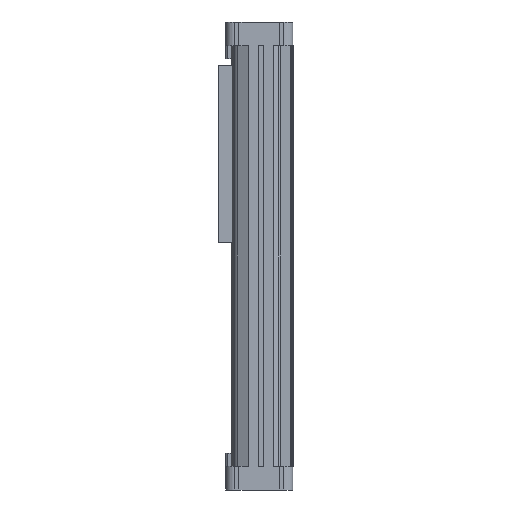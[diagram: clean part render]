
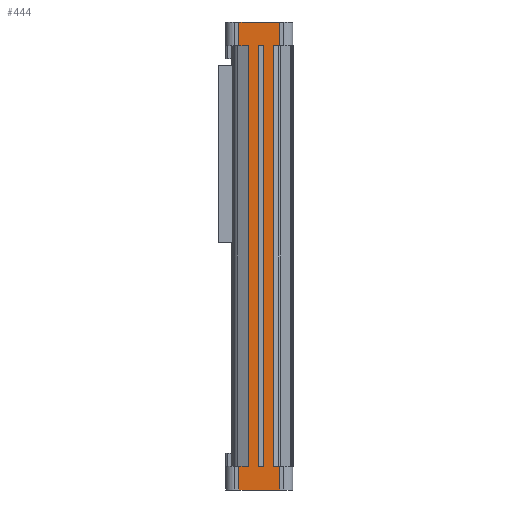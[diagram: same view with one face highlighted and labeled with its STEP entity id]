
A CAD part, left-side view. The second image highlights one B-rep face of the part: STEP entity #444.
In plain terms, the highlighted planar face has unit normal (-1, 0, 0).
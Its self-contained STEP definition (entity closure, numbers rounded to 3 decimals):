
#444 = ADVANCED_FACE( '', ( #1014, #1015 ), #1016, .F. );
#1014 = FACE_OUTER_BOUND( '', #1754, .T. );
#1015 = FACE_BOUND( '', #1755, .T. );
#1016 = PLANE( '', #1756 );
#1754 = EDGE_LOOP( '', ( #2833, #2834, #2835, #2836, #2837, #2838, #2839, #2840, #2841, #2842, #2843, #2844 ) );
#1755 = EDGE_LOOP( '', ( #2845, #2846, #2847, #2848 ) );
#1756 = AXIS2_PLACEMENT_3D( '', #2849, #2850, #2851 );
#2833 = ORIENTED_EDGE( '', *, *, #4652, .F. );
#2834 = ORIENTED_EDGE( '', *, *, #4653, .T. );
#2835 = ORIENTED_EDGE( '', *, *, #4450, .F. );
#2836 = ORIENTED_EDGE( '', *, *, #4654, .F. );
#2837 = ORIENTED_EDGE( '', *, *, #4655, .T. );
#2838 = ORIENTED_EDGE( '', *, *, #4387, .T. );
#2839 = ORIENTED_EDGE( '', *, *, #4598, .T. );
#2840 = ORIENTED_EDGE( '', *, *, #4587, .F. );
#2841 = ORIENTED_EDGE( '', *, *, #4656, .F. );
#2842 = ORIENTED_EDGE( '', *, *, #4657, .T. );
#2843 = ORIENTED_EDGE( '', *, *, #4658, .T. );
#2844 = ORIENTED_EDGE( '', *, *, #4659, .F. );
#2845 = ORIENTED_EDGE( '', *, *, #4660, .T. );
#2846 = ORIENTED_EDGE( '', *, *, #4661, .F. );
#2847 = ORIENTED_EDGE( '', *, *, #4662, .F. );
#2848 = ORIENTED_EDGE( '', *, *, #4483, .T. );
#2849 = CARTESIAN_POINT( '', ( -61., -8.2, 413. ) );
#2850 = DIRECTION( '', ( 1., 0., 0. ) );
#2851 = DIRECTION( '', ( 0., 0., -1. ) );
#4387 = EDGE_CURVE( '', #5240, #5238, #5241, .T. );
#4450 = EDGE_CURVE( '', #5350, #5345, #5352, .T. );
#4483 = EDGE_CURVE( '', #5404, #5405, #5406, .T. );
#4587 = EDGE_CURVE( '', #5576, #5525, #5578, .T. );
#4598 = EDGE_CURVE( '', #5238, #5525, #5595, .T. );
#4652 = EDGE_CURVE( '', #5681, #5682, #5683, .T. );
#4653 = EDGE_CURVE( '', #5681, #5345, #5684, .T. );
#4654 = EDGE_CURVE( '', #5685, #5350, #5686, .T. );
#4655 = EDGE_CURVE( '', #5685, #5240, #5687, .T. );
#4656 = EDGE_CURVE( '', #5688, #5576, #5689, .T. );
#4657 = EDGE_CURVE( '', #5688, #5690, #5691, .T. );
#4658 = EDGE_CURVE( '', #5690, #5692, #5693, .T. );
#4659 = EDGE_CURVE( '', #5682, #5692, #5694, .T. );
#4660 = EDGE_CURVE( '', #5405, #5695, #5696, .T. );
#4661 = EDGE_CURVE( '', #5697, #5695, #5698, .T. );
#4662 = EDGE_CURVE( '', #5404, #5697, #5699, .T. );
#5238 = VERTEX_POINT( '', #6452 );
#5240 = VERTEX_POINT( '', #6455 );
#5241 = LINE( '', #6456, #6457 );
#5345 = VERTEX_POINT( '', #6598 );
#5350 = VERTEX_POINT( '', #6605 );
#5352 = LINE( '', #6608, #6609 );
#5404 = VERTEX_POINT( '', #6676 );
#5405 = VERTEX_POINT( '', #6677 );
#5406 = LINE( '', #6678, #6679 );
#5525 = VERTEX_POINT( '', #6837 );
#5576 = VERTEX_POINT( '', #6910 );
#5578 = LINE( '', #6913, #6914 );
#5595 = LINE( '', #6938, #6939 );
#5681 = VERTEX_POINT( '', #7062 );
#5682 = VERTEX_POINT( '', #7063 );
#5683 = LINE( '', #7064, #7065 );
#5684 = LINE( '', #7066, #7067 );
#5685 = VERTEX_POINT( '', #7068 );
#5686 = LINE( '', #7069, #7070 );
#5687 = LINE( '', #7071, #7072 );
#5688 = VERTEX_POINT( '', #7073 );
#5689 = LINE( '', #7074, #7075 );
#5690 = VERTEX_POINT( '', #7076 );
#5691 = LINE( '', #7077, #7078 );
#5692 = VERTEX_POINT( '', #7079 );
#5693 = LINE( '', #7080, #7081 );
#5694 = LINE( '', #7082, #7083 );
#5695 = VERTEX_POINT( '', #7084 );
#5696 = LINE( '', #7085, #7086 );
#5697 = VERTEX_POINT( '', #7087 );
#5698 = LINE( '', #7088, #7089 );
#5699 = LINE( '', #7090, #7091 );
#6452 = CARTESIAN_POINT( '', ( -61., 22., 413. ) );
#6455 = CARTESIAN_POINT( '', ( -61., 40., 413. ) );
#6456 = CARTESIAN_POINT( '', ( -61., 40., 413. ) );
#6457 = VECTOR( '', #7984, 1000. );
#6598 = CARTESIAN_POINT( '', ( -61., -40., 413. ) );
#6605 = CARTESIAN_POINT( '', ( -61., -40., 460. ) );
#6608 = CARTESIAN_POINT( '', ( -61., -40., 460. ) );
#6609 = VECTOR( '', #8064, 1000. );
#6676 = CARTESIAN_POINT( '', ( -61., 2.2, 413. ) );
#6677 = CARTESIAN_POINT( '', ( -61., -8.2, 413. ) );
#6678 = CARTESIAN_POINT( '', ( -61., 40., 413. ) );
#6679 = VECTOR( '', #8101, 1000. );
#6837 = CARTESIAN_POINT( '', ( -61., 22., -413. ) );
#6910 = CARTESIAN_POINT( '', ( -61., 40., -413. ) );
#6913 = CARTESIAN_POINT( '', ( -61., 40., -413. ) );
#6914 = VECTOR( '', #8221, 1000. );
#6938 = CARTESIAN_POINT( '', ( -61., 22., 413. ) );
#6939 = VECTOR( '', #8229, 1000. );
#7062 = CARTESIAN_POINT( '', ( -61., -28., 413. ) );
#7063 = CARTESIAN_POINT( '', ( -61., -28., -413. ) );
#7064 = CARTESIAN_POINT( '', ( -61., -28., 413. ) );
#7065 = VECTOR( '', #8288, 1000. );
#7066 = CARTESIAN_POINT( '', ( -61., 40., 413. ) );
#7067 = VECTOR( '', #8289, 1000. );
#7068 = CARTESIAN_POINT( '', ( -61., 40., 460. ) );
#7069 = CARTESIAN_POINT( '', ( -61., 40., 460. ) );
#7070 = VECTOR( '', #8290, 1000. );
#7071 = CARTESIAN_POINT( '', ( -61., 40., 460. ) );
#7072 = VECTOR( '', #8291, 1000. );
#7073 = CARTESIAN_POINT( '', ( -61., 40., -460. ) );
#7074 = CARTESIAN_POINT( '', ( -61., 40., -460. ) );
#7075 = VECTOR( '', #8292, 1000. );
#7076 = CARTESIAN_POINT( '', ( -61., -40., -460. ) );
#7077 = CARTESIAN_POINT( '', ( -61., 40., -460. ) );
#7078 = VECTOR( '', #8293, 1000. );
#7079 = CARTESIAN_POINT( '', ( -61., -40., -413. ) );
#7080 = CARTESIAN_POINT( '', ( -61., -40., -460. ) );
#7081 = VECTOR( '', #8294, 1000. );
#7082 = CARTESIAN_POINT( '', ( -61., 40., -413. ) );
#7083 = VECTOR( '', #8295, 1000. );
#7084 = CARTESIAN_POINT( '', ( -61., -8.2, -413. ) );
#7085 = CARTESIAN_POINT( '', ( -61., -8.2, 413. ) );
#7086 = VECTOR( '', #8296, 1000. );
#7087 = CARTESIAN_POINT( '', ( -61., 2.2, -413. ) );
#7088 = CARTESIAN_POINT( '', ( -61., 40., -413. ) );
#7089 = VECTOR( '', #8297, 1000. );
#7090 = CARTESIAN_POINT( '', ( -61., 2.2, 413. ) );
#7091 = VECTOR( '', #8298, 1000. );
#7984 = DIRECTION( '', ( 0., -1., 0. ) );
#8064 = DIRECTION( '', ( 0., 0., -1. ) );
#8101 = DIRECTION( '', ( 0., -1., 0. ) );
#8221 = DIRECTION( '', ( 0., -1., 0. ) );
#8229 = DIRECTION( '', ( 0., 0., -1. ) );
#8288 = DIRECTION( '', ( 0., 0., -1. ) );
#8289 = DIRECTION( '', ( 0., -1., 0. ) );
#8290 = DIRECTION( '', ( 0., -1., 0. ) );
#8291 = DIRECTION( '', ( 0., 0., -1. ) );
#8292 = DIRECTION( '', ( 0., 0., 1. ) );
#8293 = DIRECTION( '', ( 0., -1., 0. ) );
#8294 = DIRECTION( '', ( 0., 0., 1. ) );
#8295 = DIRECTION( '', ( 0., -1., 0. ) );
#8296 = DIRECTION( '', ( 0., 0., -1. ) );
#8297 = DIRECTION( '', ( 0., -1., 0. ) );
#8298 = DIRECTION( '', ( 0., 0., -1. ) );
